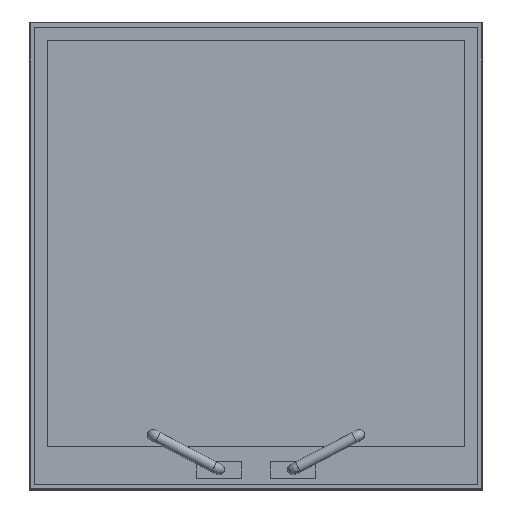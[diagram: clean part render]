
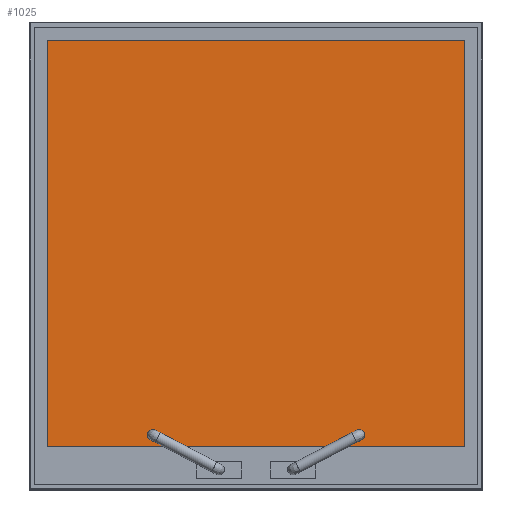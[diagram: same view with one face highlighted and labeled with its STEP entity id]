
A CAD part, top view. The second image highlights one B-rep face of the part: STEP entity #1025.
In plain terms, the highlighted planar face has unit normal (0, 0, 1).
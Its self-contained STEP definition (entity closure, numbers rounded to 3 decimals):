
#102=FACE_OUTER_BOUND('',#176,.T.);
#176=EDGE_LOOP('',(#720,#721,#722,#723));
#256=LINE('',#1568,#360);
#259=LINE('',#1574,#363);
#262=LINE('',#1580,#366);
#265=LINE('',#1584,#369);
#360=VECTOR('',#1250,10.);
#363=VECTOR('',#1255,10.);
#366=VECTOR('',#1260,10.);
#369=VECTOR('',#1265,10.);
#460=VERTEX_POINT('',#1565);
#461=VERTEX_POINT('',#1567);
#463=VERTEX_POINT('',#1573);
#465=VERTEX_POINT('',#1579);
#556=EDGE_CURVE('',#461,#460,#256,.T.);
#559=EDGE_CURVE('',#463,#461,#259,.T.);
#562=EDGE_CURVE('',#465,#463,#262,.T.);
#565=EDGE_CURVE('',#460,#465,#265,.T.);
#720=ORIENTED_EDGE('',*,*,#565,.T.);
#721=ORIENTED_EDGE('',*,*,#562,.T.);
#722=ORIENTED_EDGE('',*,*,#559,.T.);
#723=ORIENTED_EDGE('',*,*,#556,.T.);
#966=PLANE('',#1126);
#1025=ADVANCED_FACE('',(#102),#966,.T.);
#1126=AXIS2_PLACEMENT_3D('',#1585,#1266,#1267);
#1250=DIRECTION('',(1.,0.,0.));
#1255=DIRECTION('',(0.,-1.,0.));
#1260=DIRECTION('',(-1.,0.,0.));
#1265=DIRECTION('',(0.,1.,0.));
#1266=DIRECTION('center_axis',(0.,0.,1.));
#1267=DIRECTION('ref_axis',(1.,0.,0.));
#1565=CARTESIAN_POINT('',(1.92,-1.755,0.415));
#1567=CARTESIAN_POINT('',(-1.92,-1.755,0.415));
#1568=CARTESIAN_POINT('',(0.96,-1.755,0.415));
#1573=CARTESIAN_POINT('',(-1.92,1.985,0.415));
#1574=CARTESIAN_POINT('',(-1.92,-0.82,0.415));
#1579=CARTESIAN_POINT('',(1.92,1.985,0.415));
#1580=CARTESIAN_POINT('',(-0.96,1.985,0.415));
#1584=CARTESIAN_POINT('',(1.92,1.05,0.415));
#1585=CARTESIAN_POINT('Origin',(0.,0.115,
0.415));
